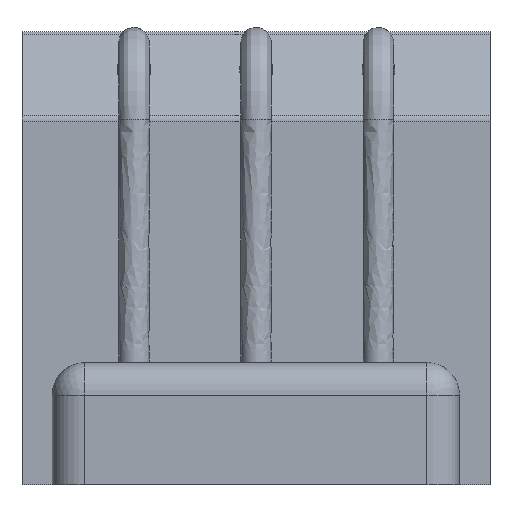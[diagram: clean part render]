
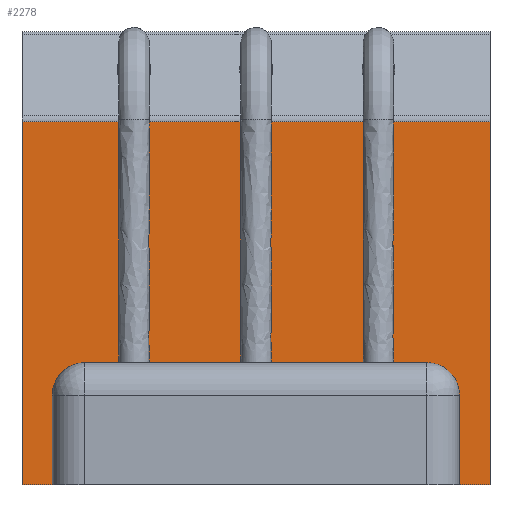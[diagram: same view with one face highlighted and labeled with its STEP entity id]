
A CAD part, front view. The second image highlights one B-rep face of the part: STEP entity #2278.
In plain terms, the highlighted planar face has unit normal (0, -1, 0).
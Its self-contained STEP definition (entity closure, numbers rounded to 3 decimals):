
#195=PLANE('',#2494);
#307=FACE_OUTER_BOUND('',#477,.T.);
#477=EDGE_LOOP('',(#1836,#1837,#1838,#1839));
#589=LINE('',#6938,#697);
#596=LINE('',#6953,#704);
#606=LINE('',#9065,#714);
#607=LINE('',#9066,#715);
#697=VECTOR('',#2922,10.);
#704=VECTOR('',#2933,10.);
#714=VECTOR('',#2957,10.);
#715=VECTOR('',#2958,10.);
#1024=VERTEX_POINT('',#6931);
#1027=VERTEX_POINT('',#6936);
#1033=VERTEX_POINT('',#6951);
#1054=VERTEX_POINT('',#9064);
#1289=EDGE_CURVE('',#1027,#1024,#589,.T.);
#1297=EDGE_CURVE('',#1027,#1033,#596,.T.);
#1332=EDGE_CURVE('',#1033,#1054,#606,.T.);
#1333=EDGE_CURVE('',#1024,#1054,#607,.T.);
#1836=ORIENTED_EDGE('',*,*,#1289,.F.);
#1837=ORIENTED_EDGE('',*,*,#1297,.T.);
#1838=ORIENTED_EDGE('',*,*,#1332,.T.);
#1839=ORIENTED_EDGE('',*,*,#1333,.F.);
#2278=ADVANCED_FACE('',(#307),#195,.T.);
#2494=AXIS2_PLACEMENT_3D('',#9063,#2955,#2956);
#2922=DIRECTION('',(1.,0.,0.));
#2933=DIRECTION('',(0.,0.,-1.));
#2955=DIRECTION('center_axis',(0.,-1.,0.));
#2956=DIRECTION('ref_axis',(0.,0.,-1.));
#2957=DIRECTION('',(1.,0.,0.));
#2958=DIRECTION('',(0.,0.,-1.));
#6931=CARTESIAN_POINT('',(75.,-150.,891.716));
#6936=CARTESIAN_POINT('',(-1074.,-150.,891.716));
#6938=CARTESIAN_POINT('',(0.,-150.,891.716));
#6951=CARTESIAN_POINT('',(-1074.,-150.,0.));
#6953=CARTESIAN_POINT('',(-1074.,-150.,728.033));
#9063=CARTESIAN_POINT('Origin',(0.,-150.,900.));
#9064=CARTESIAN_POINT('',(75.,-150.,0.));
#9065=CARTESIAN_POINT('',(0.,-150.,0.));
#9066=CARTESIAN_POINT('',(75.,-150.,0.));
